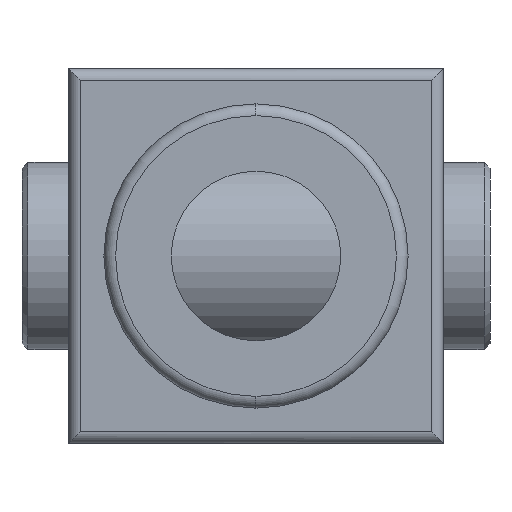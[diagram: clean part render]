
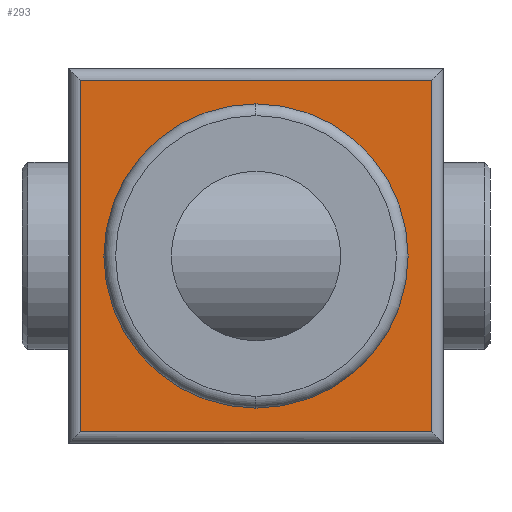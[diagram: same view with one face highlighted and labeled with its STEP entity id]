
A CAD part, left-side view. The second image highlights one B-rep face of the part: STEP entity #293.
In plain terms, the highlighted planar face has unit normal (-1, 0, 0).
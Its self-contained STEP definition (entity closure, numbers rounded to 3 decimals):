
#31 = LINE ( 'NONE', #61, #824 ) ;
#48 = VERTEX_POINT ( 'NONE', #90 ) ;
#61 = CARTESIAN_POINT ( 'NONE',  ( -29.5, -15., 16. ) ) ;
#64 = ORIENTED_EDGE ( 'NONE', *, *, #591, .T. ) ;
#83 = VERTEX_POINT ( 'NONE', #866 ) ;
#90 = CARTESIAN_POINT ( 'NONE',  ( -29.5, 0., 13. ) ) ;
#112 = CARTESIAN_POINT ( 'NONE',  ( -29.5, 15., 15. ) ) ;
#115 = CARTESIAN_POINT ( 'NONE',  ( -29.5, 0., 15. ) ) ;
#131 = AXIS2_PLACEMENT_3D ( 'NONE', #1004, #237, #773 ) ;
#135 = FACE_OUTER_BOUND ( 'NONE', #300, .T. ) ;
#151 = PLANE ( 'NONE',  #131 ) ;
#167 = ORIENTED_EDGE ( 'NONE', *, *, #844, .F. ) ;
#183 = AXIS2_PLACEMENT_3D ( 'NONE', #691, #239, #774 ) ;
#187 = EDGE_CURVE ( 'NONE', #501, #943, #31, .T. ) ;
#234 = ORIENTED_EDGE ( 'NONE', *, *, #393, .T. ) ;
#237 = DIRECTION ( 'NONE',  ( -1., 0., 0. ) ) ;
#239 = DIRECTION ( 'NONE',  ( -1., 0., 0. ) ) ;
#256 = LINE ( 'NONE', #364, #609 ) ;
#257 = CARTESIAN_POINT ( 'NONE',  ( -29.5, 0., 0. ) ) ;
#277 = LINE ( 'NONE', #402, #432 ) ;
#293 = ADVANCED_FACE ( 'NONE', ( #135, #366 ), #151, .T. ) ;
#299 = EDGE_CURVE ( 'NONE', #48, #584, #519, .T. ) ;
#300 = EDGE_LOOP ( 'NONE', ( #64, #234, #316, #656 ) ) ;
#316 = ORIENTED_EDGE ( 'NONE', *, *, #187, .T. ) ;
#334 = DIRECTION ( 'NONE',  ( 0., 0., 1. ) ) ;
#364 = CARTESIAN_POINT ( 'NONE',  ( -29.5, 15., 16. ) ) ;
#366 = FACE_BOUND ( 'NONE', #475, .T. ) ;
#393 = EDGE_CURVE ( 'NONE', #83, #501, #277, .T. ) ;
#402 = CARTESIAN_POINT ( 'NONE',  ( -29.5, -16., -15. ) ) ;
#407 = VECTOR ( 'NONE', #731, 1000. ) ;
#432 = VECTOR ( 'NONE', #630, 1000. ) ;
#474 = VERTEX_POINT ( 'NONE', #112 ) ;
#475 = EDGE_LOOP ( 'NONE', ( #167, #623 ) ) ;
#501 = VERTEX_POINT ( 'NONE', #649 ) ;
#519 = CIRCLE ( 'NONE', #183, 13. ) ;
#584 = VERTEX_POINT ( 'NONE', #587 ) ;
#587 = CARTESIAN_POINT ( 'NONE',  ( -29.5, 0., -13. ) ) ;
#591 = EDGE_CURVE ( 'NONE', #474, #83, #256, .T. ) ;
#605 = LINE ( 'NONE', #115, #407 ) ;
#609 = VECTOR ( 'NONE', #910, 1000. ) ;
#623 = ORIENTED_EDGE ( 'NONE', *, *, #299, .F. ) ;
#630 = DIRECTION ( 'NONE',  ( 0., -1., 0. ) ) ;
#649 = CARTESIAN_POINT ( 'NONE',  ( -29.5, -15., -15. ) ) ;
#656 = ORIENTED_EDGE ( 'NONE', *, *, #981, .T. ) ;
#677 = DIRECTION ( 'NONE',  ( 0., 0., 1. ) ) ;
#691 = CARTESIAN_POINT ( 'NONE',  ( -29.5, 0., 0. ) ) ;
#728 = CARTESIAN_POINT ( 'NONE',  ( -29.5, -15., 15. ) ) ;
#731 = DIRECTION ( 'NONE',  ( 0., 1., 0. ) ) ;
#764 = AXIS2_PLACEMENT_3D ( 'NONE', #257, #790, #334 ) ;
#773 = DIRECTION ( 'NONE',  ( 0., 0., 1. ) ) ;
#774 = DIRECTION ( 'NONE',  ( 0., 0., 1. ) ) ;
#790 = DIRECTION ( 'NONE',  ( -1., 0., 0. ) ) ;
#807 = CIRCLE ( 'NONE', #764, 13. ) ;
#824 = VECTOR ( 'NONE', #677, 1000. ) ;
#844 = EDGE_CURVE ( 'NONE', #584, #48, #807, .T. ) ;
#866 = CARTESIAN_POINT ( 'NONE',  ( -29.5, 15., -15. ) ) ;
#910 = DIRECTION ( 'NONE',  ( 0., 0., -1. ) ) ;
#943 = VERTEX_POINT ( 'NONE', #728 ) ;
#981 = EDGE_CURVE ( 'NONE', #943, #474, #605, .T. ) ;
#1004 = CARTESIAN_POINT ( 'NONE',  ( -29.5, 0., 16. ) ) ;
